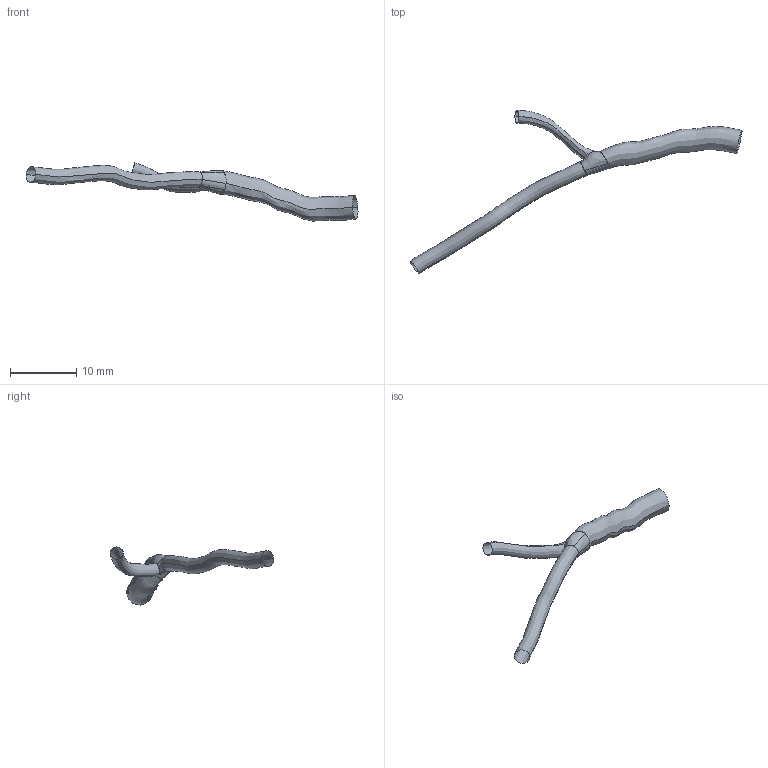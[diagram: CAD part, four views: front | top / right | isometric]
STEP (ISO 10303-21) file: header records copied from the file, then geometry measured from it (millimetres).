
FILE_DESCRIPTION (( 'STEP AP214' ), '1' );
FILE_NAME ('example_part.STEP', '2020-10-06T02:53:18', ( '' ), ( '' ), 'SwSTEP 2.0', 'SolidWorks 2020', '' );
FILE_SCHEMA (( 'AUTOMOTIVE_DESIGN' ));
Length unit declared in the file: millimetre
Products named in the file (1): example_part
Bounding box: 50.23 x 24.7 x 8.8 mm (x, y, z)
Surface area: 552.9 mm2 (no closed solid volume)
Topology: 0 solids, 9 shells, 12 faces, 59 edges, 53 vertices
Faces by surface type: bspline 12
Entity records: 8450 total; most frequent: CARTESIAN_POINT 8100, ORIENTED_EDGE 65, EDGE_CURVE 59, VERTEX_POINT 53, B_SPLINE_CURVE_WITH_KNOTS 45, DIRECTION 22, EDGE_LOOP 12, FACE_OUTER_BOUND 12
